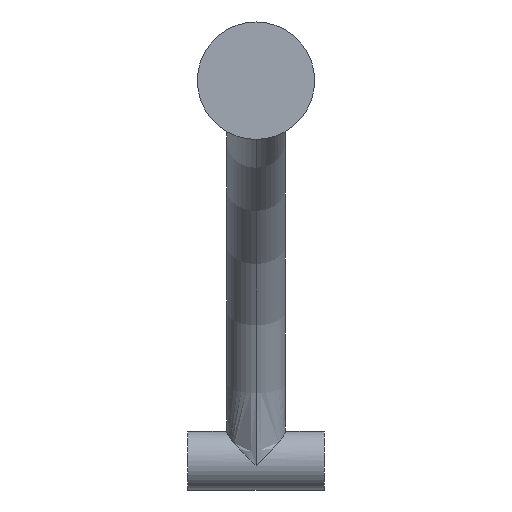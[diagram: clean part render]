
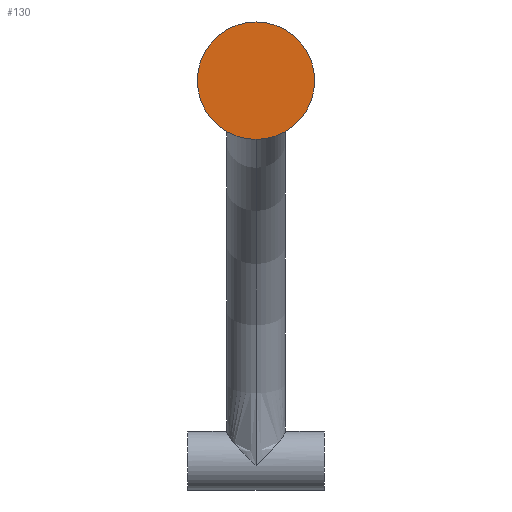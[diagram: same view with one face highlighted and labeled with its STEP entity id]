
A CAD part, front view. The second image highlights one B-rep face of the part: STEP entity #130.
In plain terms, the highlighted planar face has unit normal (0, -1, 0).
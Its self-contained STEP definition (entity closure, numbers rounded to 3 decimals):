
#32 = PLANE ( 'NONE',  #370 ) ;
#44 = CIRCLE ( 'NONE', #116, 3. ) ;
#53 = CARTESIAN_POINT ( 'NONE',  ( 0., -1., -3. ) ) ;
#54 = DIRECTION ( 'NONE',  ( 0., 0., -1. ) ) ;
#57 = CARTESIAN_POINT ( 'NONE',  ( 0., -1., 3. ) ) ;
#81 = AXIS2_PLACEMENT_3D ( 'NONE', #139, #450, #113 ) ;
#108 = FACE_OUTER_BOUND ( 'NONE', #206, .T. ) ;
#113 = DIRECTION ( 'NONE',  ( 0., 0., -1. ) ) ;
#116 = AXIS2_PLACEMENT_3D ( 'NONE', #441, #202, #54 ) ;
#130 = ADVANCED_FACE ( 'NONE', ( #108 ), #32, .T. ) ;
#139 = CARTESIAN_POINT ( 'NONE',  ( 0., -1., 0. ) ) ;
#175 = EDGE_CURVE ( 'NONE', #429, #316, #348, .T. ) ;
#202 = DIRECTION ( 'NONE',  ( 0., -1., 0. ) ) ;
#206 = EDGE_LOOP ( 'NONE', ( #255, #354 ) ) ;
#255 = ORIENTED_EDGE ( 'NONE', *, *, #175, .T. ) ;
#281 = DIRECTION ( 'NONE',  ( 0., 0., -1. ) ) ;
#282 = DIRECTION ( 'NONE',  ( 0., -1., 0. ) ) ;
#316 = VERTEX_POINT ( 'NONE', #53 ) ;
#348 = CIRCLE ( 'NONE', #81, 3. ) ;
#354 = ORIENTED_EDGE ( 'NONE', *, *, #401, .T. ) ;
#370 = AXIS2_PLACEMENT_3D ( 'NONE', #415, #282, #281 ) ;
#401 = EDGE_CURVE ( 'NONE', #316, #429, #44, .T. ) ;
#415 = CARTESIAN_POINT ( 'NONE',  ( 0., -1., 0. ) ) ;
#429 = VERTEX_POINT ( 'NONE', #57 ) ;
#441 = CARTESIAN_POINT ( 'NONE',  ( 0., -1., 0. ) ) ;
#450 = DIRECTION ( 'NONE',  ( 0., -1., 0. ) ) ;
